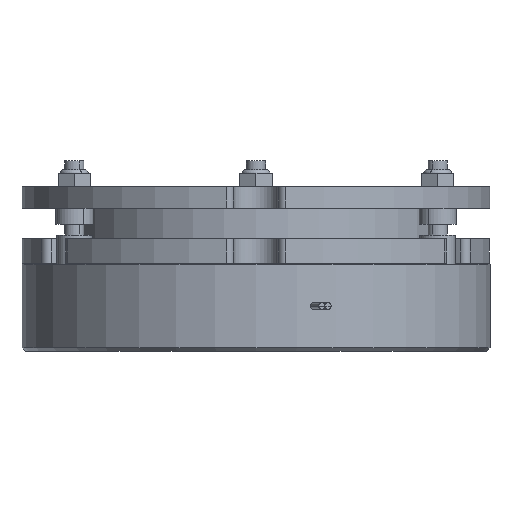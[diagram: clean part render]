
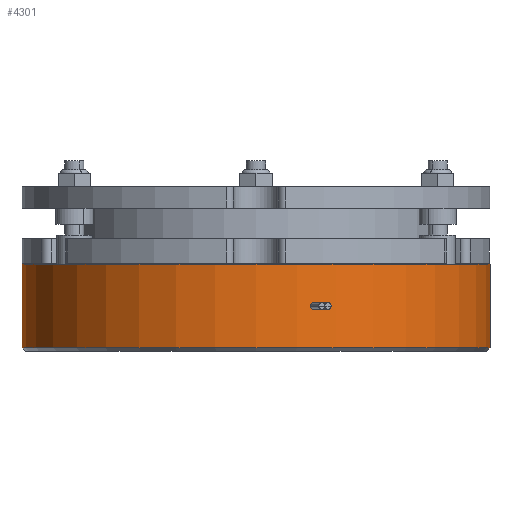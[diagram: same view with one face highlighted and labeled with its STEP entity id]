
A CAD part, front view. The second image highlights one B-rep face of the part: STEP entity #4301.
In plain terms, the highlighted cylindrical face has radius 72.5 mm (diameter 145 mm), a partial arc.
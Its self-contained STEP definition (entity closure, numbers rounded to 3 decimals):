
#47 = VERTEX_POINT ( 'NONE', #2906 ) ;
#1836 = DIRECTION ( 'NONE',  ( 1., 0., 0. ) ) ;
#1837 = DIRECTION ( 'NONE',  ( 0., 0., 1. ) ) ;
#1838 = CARTESIAN_POINT ( 'NONE',  ( 0., 0., 27. ) ) ;
#1839 = AXIS2_PLACEMENT_3D ( 'NONE', #1838, #1837, #1836 ) ;
#1840 = CIRCLE ( 'NONE', #1839, 72.5 ) ;
#2295 = VERTEX_POINT ( 'NONE', #3445 ) ;
#2461 = EDGE_CURVE ( 'NONE', #2472, #2295, #3469, .T. ) ;
#2469 = VERTEX_POINT ( 'NONE', #3958 ) ;
#2472 = VERTEX_POINT ( 'NONE', #4031 ) ;
#2473 = EDGE_CURVE ( 'NONE', #2469, #47, #4011, .T. ) ;
#2906 = CARTESIAN_POINT ( 'NONE',  ( 72.5, 0., 1. ) ) ;
#3198 = DIRECTION ( 'NONE',  ( 0., 0., -1. ) ) ;
#3201 = AXIS2_PLACEMENT_3D ( 'NONE', #3215, #3198, #3231 ) ;
#3213 = CYLINDRICAL_SURFACE ( 'NONE', #3201, 72.5 ) ;
#3215 = CARTESIAN_POINT ( 'NONE',  ( 0., 0., 27. ) ) ;
#3223 = DIRECTION ( 'NONE',  ( 0., 0., 1. ) ) ;
#3224 = CARTESIAN_POINT ( 'NONE',  ( 0., 0., 1. ) ) ;
#3225 = AXIS2_PLACEMENT_3D ( 'NONE', #3224, #3223, #3238 ) ;
#3231 = DIRECTION ( 'NONE',  ( -1., 0., 0. ) ) ;
#3238 = DIRECTION ( 'NONE',  ( 1., 0., 0. ) ) ;
#3240 = CIRCLE ( 'NONE', #3225, 72.5 ) ;
#3241 = FACE_OUTER_BOUND ( 'NONE', #4317, .T. ) ;
#3445 = CARTESIAN_POINT ( 'NONE',  ( -72.5, 0., 1. ) ) ;
#3468 = CARTESIAN_POINT ( 'NONE',  ( -72.5, 0., 27. ) ) ;
#3469 = LINE ( 'NONE', #3468, #3515 ) ;
#3494 = DIRECTION ( 'NONE',  ( 0., 0., -1. ) ) ;
#3515 = VECTOR ( 'NONE', #3494, 1000. ) ;
#3958 = CARTESIAN_POINT ( 'NONE',  ( 72.5, 0., 27. ) ) ;
#4011 = LINE ( 'NONE', #4014, #4034 ) ;
#4014 = CARTESIAN_POINT ( 'NONE',  ( 72.5, 0., 27. ) ) ;
#4020 = DIRECTION ( 'NONE',  ( 0., 0., -1. ) ) ;
#4031 = CARTESIAN_POINT ( 'NONE',  ( -72.5, 0., 27. ) ) ;
#4034 = VECTOR ( 'NONE', #4020, 1000. ) ;
#4301 = ADVANCED_FACE ( 'NONE', ( #3241 ), #3213, .T. ) ;
#4303 = EDGE_CURVE ( 'NONE', #2295, #47, #3240, .T. ) ;
#4304 = ORIENTED_EDGE ( 'NONE', *, *, #2461, .T. ) ;
#4305 = ORIENTED_EDGE ( 'NONE', *, *, #4303, .T. ) ;
#4308 = ORIENTED_EDGE ( 'NONE', *, *, #6261, .F. ) ;
#4309 = ORIENTED_EDGE ( 'NONE', *, *, #2473, .F. ) ;
#4317 = EDGE_LOOP ( 'NONE', ( #4309, #4308, #4304, #4305 ) ) ;
#6261 = EDGE_CURVE ( 'NONE', #2472, #2469, #1840, .T. ) ;
